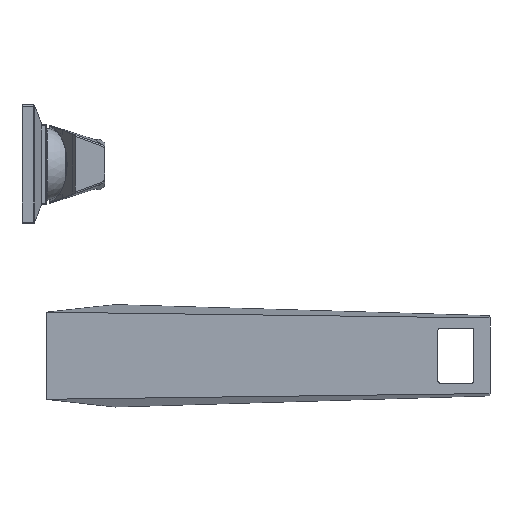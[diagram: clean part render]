
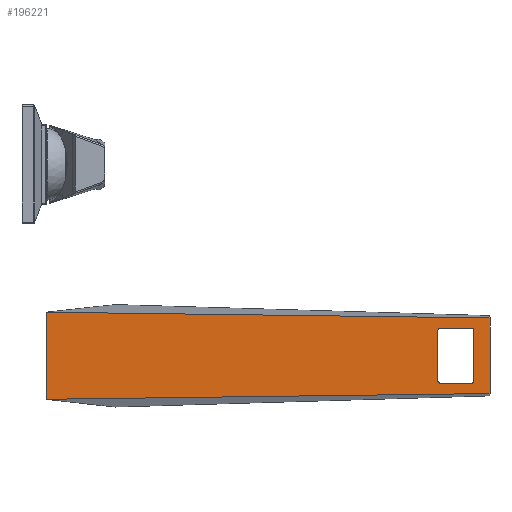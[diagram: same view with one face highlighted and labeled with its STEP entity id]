
A CAD part, top view. The second image highlights one B-rep face of the part: STEP entity #196221.
In plain terms, the highlighted planar face has unit normal (0, 0, 1).
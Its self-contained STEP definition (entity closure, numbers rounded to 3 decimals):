
#1599=CIRCLE('',#206464,1.);
#1600=CIRCLE('',#206467,1.);
#1601=CIRCLE('',#206476,1.);
#1602=CIRCLE('',#206481,1.);
#3218=LINE('',#301250,#4919);
#3222=LINE('',#301261,#4923);
#3236=LINE('',#301293,#4937);
#3238=LINE('',#301301,#4939);
#3242=LINE('',#301313,#4943);
#3246=LINE('',#301321,#4947);
#3258=LINE('',#301344,#4959);
#3259=LINE('',#301346,#4960);
#4919=VECTOR('',#228345,1000.);
#4923=VECTOR('',#228355,1000.);
#4937=VECTOR('',#228381,1000.);
#4939=VECTOR('',#228391,1000.);
#4943=VECTOR('',#228403,1000.);
#4947=VECTOR('',#228409,1000.);
#4959=VECTOR('',#228431,1000.);
#4960=VECTOR('',#228434,1000.);
#45057=ORIENTED_EDGE('',*,*,#65756,.F.);
#45058=ORIENTED_EDGE('',*,*,#65757,.T.);
#45059=ORIENTED_EDGE('',*,*,#65760,.F.);
#45060=ORIENTED_EDGE('',*,*,#65765,.T.);
#45061=ORIENTED_EDGE('',*,*,#65766,.T.);
#45062=ORIENTED_EDGE('',*,*,#65737,.T.);
#45063=ORIENTED_EDGE('',*,*,#65735,.T.);
#45064=ORIENTED_EDGE('',*,*,#65732,.T.);
#45065=ORIENTED_EDGE('',*,*,#65783,.T.);
#45066=ORIENTED_EDGE('',*,*,#65740,.T.);
#45067=ORIENTED_EDGE('',*,*,#65770,.T.);
#45068=ORIENTED_EDGE('',*,*,#65782,.T.);
#65732=EDGE_CURVE('',#76493,#76494,#1599,.F.);
#65735=EDGE_CURVE('',#76495,#76493,#3218,.T.);
#65737=EDGE_CURVE('',#76496,#76495,#1600,.F.);
#65740=EDGE_CURVE('',#76499,#76497,#3222,.T.);
#65756=EDGE_CURVE('',#76510,#76494,#3236,.T.);
#65757=EDGE_CURVE('',#76510,#76511,#1601,.F.);
#65760=EDGE_CURVE('',#76513,#76511,#3238,.T.);
#65765=EDGE_CURVE('',#76513,#76516,#1602,.F.);
#65766=EDGE_CURVE('',#76516,#76496,#3242,.T.);
#65770=EDGE_CURVE('',#76497,#76519,#3246,.T.);
#65782=EDGE_CURVE('',#76519,#76525,#3258,.T.);
#65783=EDGE_CURVE('',#76525,#76499,#3259,.F.);
#76493=VERTEX_POINT('',#301245);
#76494=VERTEX_POINT('',#301246);
#76495=VERTEX_POINT('',#301251);
#76496=VERTEX_POINT('',#301255);
#76497=VERTEX_POINT('',#301259);
#76499=VERTEX_POINT('',#301262);
#76510=VERTEX_POINT('',#301292);
#76511=VERTEX_POINT('',#301296);
#76513=VERTEX_POINT('',#301302);
#76516=VERTEX_POINT('',#301310);
#76519=VERTEX_POINT('',#301320);
#76525=VERTEX_POINT('',#301343);
#104146=EDGE_LOOP('',(#45057,#45058,#45059,#45060,#45061,#45062,#45063,
#45064));
#104147=EDGE_LOOP('',(#45065,#45066,#45067,#45068));
#114001=FACE_BOUND('',#104146,.T.);
#114002=FACE_BOUND('',#104147,.T.);
#123192=PLANE('',#206489);
#196221=ADVANCED_FACE('',(#114001,#114002),#123192,.T.);
#206464=AXIS2_PLACEMENT_3D('',#301244,#228339,#228340);
#206467=AXIS2_PLACEMENT_3D('',#301254,#228349,#228350);
#206476=AXIS2_PLACEMENT_3D('',#301295,#228384,#228385);
#206481=AXIS2_PLACEMENT_3D('',#301311,#228399,#228400);
#206489=AXIS2_PLACEMENT_3D('',#301345,#228432,#228433);
#228339=DIRECTION('',(0.,0.,1.));
#228340=DIRECTION('',(1.,0.,0.));
#228345=DIRECTION('',(1.,0.,0.));
#228349=DIRECTION('',(0.,0.,1.));
#228350=DIRECTION('',(1.,0.,0.));
#228355=DIRECTION('',(0.013,-1.,0.));
#228381=DIRECTION('',(0.,1.,0.));
#228384=DIRECTION('',(0.,0.,1.));
#228385=DIRECTION('',(1.,0.,0.));
#228391=DIRECTION('',(1.,0.,0.));
#228399=DIRECTION('',(0.,0.,1.));
#228400=DIRECTION('',(1.,0.,0.));
#228403=DIRECTION('',(0.,1.,0.));
#228409=DIRECTION('',(1.,0.,0.));
#228431=DIRECTION('',(0.013,1.,0.));
#228432=DIRECTION('',(0.,0.,1.));
#228433=DIRECTION('',(1.,0.,0.));
#228434=DIRECTION('',(1.,0.,0.));
#301244=CARTESIAN_POINT('',(14.701,-225.903,30.));
#301245=CARTESIAN_POINT('',(14.701,-224.903,30.));
#301246=CARTESIAN_POINT('',(15.701,-225.903,30.));
#301250=CARTESIAN_POINT('',(-21.711,-224.903,30.));
#301251=CARTESIAN_POINT('',(-14.701,-224.903,30.));
#301254=CARTESIAN_POINT('',(-14.701,-225.903,30.));
#301255=CARTESIAN_POINT('',(-15.701,-225.903,30.));
#301259=CARTESIAN_POINT('',(-21.711,-254.781,30.));
#301261=CARTESIAN_POINT('',(-25.,0.,30.));
#301262=CARTESIAN_POINT('',(-25.,0.,30.));
#301292=CARTESIAN_POINT('',(15.701,-244.403,30.));
#301293=CARTESIAN_POINT('',(15.701,-245.403,30.));
#301295=CARTESIAN_POINT('',(14.701,-244.403,30.));
#301296=CARTESIAN_POINT('',(14.701,-245.403,30.));
#301301=CARTESIAN_POINT('',(-15.716,-245.403,30.));
#301302=CARTESIAN_POINT('',(-14.701,-245.403,30.));
#301310=CARTESIAN_POINT('',(-15.701,-244.403,30.));
#301311=CARTESIAN_POINT('',(-14.701,-244.403,30.));
#301313=CARTESIAN_POINT('',(-15.701,-254.781,30.));
#301320=CARTESIAN_POINT('',(21.711,-254.781,30.));
#301321=CARTESIAN_POINT('',(-21.711,-254.781,30.));
#301343=CARTESIAN_POINT('',(25.,0.,30.));
#301344=CARTESIAN_POINT('',(21.711,-254.781,30.));
#301345=CARTESIAN_POINT('',(-21.711,-254.781,30.));
#301346=CARTESIAN_POINT('',(-21.711,0.,30.));
